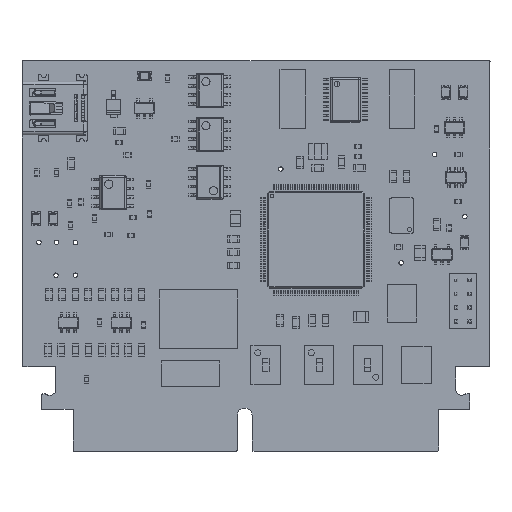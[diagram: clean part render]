
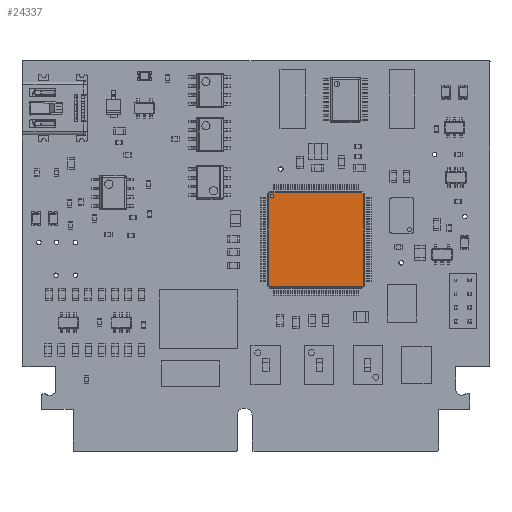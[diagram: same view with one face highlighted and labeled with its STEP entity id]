
A CAD part, top view. The second image highlights one B-rep face of the part: STEP entity #24337.
In plain terms, the highlighted face is planar.
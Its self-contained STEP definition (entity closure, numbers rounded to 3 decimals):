
#24337 = ADVANCED_FACE('',(#24338,#24404),#24424,.T.);
#24338 = FACE_BOUND('',#24339,.F.);
#24339 = EDGE_LOOP('',(#24340,#24350,#24358,#24366,#24374,#24382,#24390,
    #24398));
#24340 = ORIENTED_EDGE('',*,*,#24341,.F.);
#24341 = EDGE_CURVE('',#24342,#24344,#24346,.T.);
#24342 = VERTEX_POINT('',#24343);
#24343 = CARTESIAN_POINT('',(6.601,0.635,-6.834));
#24344 = VERTEX_POINT('',#24345);
#24345 = CARTESIAN_POINT('',(-6.601,0.635,-6.834));
#24346 = LINE('',#24347,#24348);
#24347 = CARTESIAN_POINT('',(6.601,0.635,-6.834));
#24348 = VECTOR('',#24349,1.);
#24349 = DIRECTION('',(-1.,0.,0.));
#24350 = ORIENTED_EDGE('',*,*,#24351,.F.);
#24351 = EDGE_CURVE('',#24352,#24342,#24354,.T.);
#24352 = VERTEX_POINT('',#24353);
#24353 = CARTESIAN_POINT('',(6.834,0.635,-6.601));
#24354 = LINE('',#24355,#24356);
#24355 = CARTESIAN_POINT('',(6.834,0.635,-6.601));
#24356 = VECTOR('',#24357,1.);
#24357 = DIRECTION('',(-0.707,0.,-0.707));
#24358 = ORIENTED_EDGE('',*,*,#24359,.F.);
#24359 = EDGE_CURVE('',#24360,#24352,#24362,.T.);
#24360 = VERTEX_POINT('',#24361);
#24361 = CARTESIAN_POINT('',(6.834,0.635,6.601));
#24362 = LINE('',#24363,#24364);
#24363 = CARTESIAN_POINT('',(6.834,0.635,6.601));
#24364 = VECTOR('',#24365,1.);
#24365 = DIRECTION('',(0.,0.,-1.));
#24366 = ORIENTED_EDGE('',*,*,#24367,.F.);
#24367 = EDGE_CURVE('',#24368,#24360,#24370,.T.);
#24368 = VERTEX_POINT('',#24369);
#24369 = CARTESIAN_POINT('',(6.601,0.635,6.834));
#24370 = LINE('',#24371,#24372);
#24371 = CARTESIAN_POINT('',(6.601,0.635,6.834));
#24372 = VECTOR('',#24373,1.);
#24373 = DIRECTION('',(0.707,0.,-0.707));
#24374 = ORIENTED_EDGE('',*,*,#24375,.F.);
#24375 = EDGE_CURVE('',#24376,#24368,#24378,.T.);
#24376 = VERTEX_POINT('',#24377);
#24377 = CARTESIAN_POINT('',(-6.601,0.635,6.834));
#24378 = LINE('',#24379,#24380);
#24379 = CARTESIAN_POINT('',(-6.601,0.635,6.834));
#24380 = VECTOR('',#24381,1.);
#24381 = DIRECTION('',(1.,0.,0.));
#24382 = ORIENTED_EDGE('',*,*,#24383,.F.);
#24383 = EDGE_CURVE('',#24384,#24376,#24386,.T.);
#24384 = VERTEX_POINT('',#24385);
#24385 = CARTESIAN_POINT('',(-6.834,0.635,6.601));
#24386 = LINE('',#24387,#24388);
#24387 = CARTESIAN_POINT('',(-6.834,0.635,6.601));
#24388 = VECTOR('',#24389,1.);
#24389 = DIRECTION('',(0.707,0.,0.707));
#24390 = ORIENTED_EDGE('',*,*,#24391,.F.);
#24391 = EDGE_CURVE('',#24392,#24384,#24394,.T.);
#24392 = VERTEX_POINT('',#24393);
#24393 = CARTESIAN_POINT('',(-6.834,0.635,-6.601));
#24394 = LINE('',#24395,#24396);
#24395 = CARTESIAN_POINT('',(-6.834,0.635,-6.601));
#24396 = VECTOR('',#24397,1.);
#24397 = DIRECTION('',(0.,0.,1.));
#24398 = ORIENTED_EDGE('',*,*,#24399,.F.);
#24399 = EDGE_CURVE('',#24344,#24392,#24400,.T.);
#24400 = LINE('',#24401,#24402);
#24401 = CARTESIAN_POINT('',(-6.601,0.635,-6.834));
#24402 = VECTOR('',#24403,1.);
#24403 = DIRECTION('',(-0.707,0.,0.707));
#24404 = FACE_BOUND('',#24405,.F.);
#24405 = EDGE_LOOP('',(#24406,#24417));
#24406 = ORIENTED_EDGE('',*,*,#24407,.F.);
#24407 = EDGE_CURVE('',#24408,#24410,#24412,.T.);
#24408 = VERTEX_POINT('',#24409);
#24409 = CARTESIAN_POINT('',(-6.05,0.635,-6.3));
#24410 = VERTEX_POINT('',#24411);
#24411 = CARTESIAN_POINT('',(-6.55,0.635,-6.3));
#24412 = CIRCLE('',#24413,0.25);
#24413 = AXIS2_PLACEMENT_3D('',#24414,#24415,#24416);
#24414 = CARTESIAN_POINT('',(-6.3,0.635,-6.3));
#24415 = DIRECTION('',(0.,-1.,0.));
#24416 = DIRECTION('',(1.,0.,0.));
#24417 = ORIENTED_EDGE('',*,*,#24418,.F.);
#24418 = EDGE_CURVE('',#24410,#24408,#24419,.T.);
#24419 = CIRCLE('',#24420,0.25);
#24420 = AXIS2_PLACEMENT_3D('',#24421,#24422,#24423);
#24421 = CARTESIAN_POINT('',(-6.3,0.635,-6.3));
#24422 = DIRECTION('',(0.,-1.,0.));
#24423 = DIRECTION('',(-1.,0.,0.));
#24424 = PLANE('',#24425);
#24425 = AXIS2_PLACEMENT_3D('',#24426,#24427,#24428);
#24426 = CARTESIAN_POINT('',(0.,0.635,0.));
#24427 = DIRECTION('',(0.,1.,0.));
#24428 = DIRECTION('',(1.,0.,0.));
